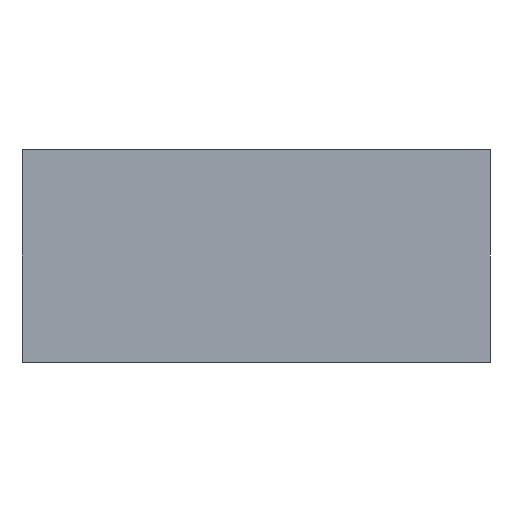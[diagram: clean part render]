
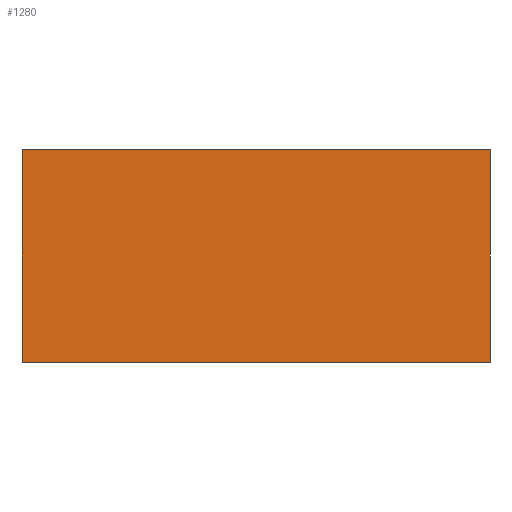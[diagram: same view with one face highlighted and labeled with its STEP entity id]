
A CAD part, front view. The second image highlights one B-rep face of the part: STEP entity #1280.
In plain terms, the highlighted planar face has unit normal (0, -1, 0).
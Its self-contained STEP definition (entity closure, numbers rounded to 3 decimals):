
#11 = VECTOR ( 'NONE', #1415, 1000. ) ;
#12 = CARTESIAN_POINT ( 'NONE',  ( -15.137, -136.081, 8. ) ) ;
#30 = ORIENTED_EDGE ( 'NONE', *, *, #451, .F. ) ;
#45 = VECTOR ( 'NONE', #1482, 1000. ) ;
#67 = VECTOR ( 'NONE', #130, 1000. ) ;
#112 = VERTEX_POINT ( 'NONE', #409 ) ;
#116 = CARTESIAN_POINT ( 'NONE',  ( -89.964, -136.081, 8. ) ) ;
#130 = DIRECTION ( 'NONE',  ( 1., 0., 0. ) ) ;
#236 = PLANE ( 'NONE',  #1505 ) ;
#272 = LINE ( 'NONE', #12, #11 ) ;
#404 = VERTEX_POINT ( 'NONE', #1321 ) ;
#409 = CARTESIAN_POINT ( 'NONE',  ( -32.79, -136.081, 0. ) ) ;
#445 = CARTESIAN_POINT ( 'NONE',  ( -89.964, -136.081, 8. ) ) ;
#451 = EDGE_CURVE ( 'NONE', #789, #404, #581, .T. ) ;
#502 = EDGE_CURVE ( 'NONE', #112, #789, #990, .T. ) ;
#548 = CARTESIAN_POINT ( 'NONE',  ( -89.964, -136.081, 0. ) ) ;
#581 = LINE ( 'NONE', #445, #67 ) ;
#680 = CARTESIAN_POINT ( 'NONE',  ( -32.79, -136.081, 8. ) ) ;
#710 = CARTESIAN_POINT ( 'NONE',  ( -32.79, -136.081, 8. ) ) ;
#789 = VERTEX_POINT ( 'NONE', #680 ) ;
#816 = LINE ( 'NONE', #548, #45 ) ;
#845 = DIRECTION ( 'NONE',  ( 0., 0., 1. ) ) ;
#871 = CARTESIAN_POINT ( 'NONE',  ( -15.137, -136.081, 0. ) ) ;
#902 = DIRECTION ( 'NONE',  ( 0., 1., 0. ) ) ;
#990 = LINE ( 'NONE', #710, #1553 ) ;
#1004 = EDGE_LOOP ( 'NONE', ( #1626, #1413, #1462, #30 ) ) ;
#1032 = DIRECTION ( 'NONE',  ( 0., 0., 1. ) ) ;
#1152 = EDGE_CURVE ( 'NONE', #1191, #404, #272, .T. ) ;
#1191 = VERTEX_POINT ( 'NONE', #871 ) ;
#1280 = ADVANCED_FACE ( 'NONE', ( #1290 ), #236, .F. ) ;
#1290 = FACE_OUTER_BOUND ( 'NONE', #1004, .T. ) ;
#1321 = CARTESIAN_POINT ( 'NONE',  ( -15.137, -136.081, 8. ) ) ;
#1400 = EDGE_CURVE ( 'NONE', #112, #1191, #816, .T. ) ;
#1413 = ORIENTED_EDGE ( 'NONE', *, *, #1400, .T. ) ;
#1415 = DIRECTION ( 'NONE',  ( 0., 0., 1. ) ) ;
#1462 = ORIENTED_EDGE ( 'NONE', *, *, #1152, .T. ) ;
#1482 = DIRECTION ( 'NONE',  ( 1., 0., 0. ) ) ;
#1505 = AXIS2_PLACEMENT_3D ( 'NONE', #116, #902, #1032 ) ;
#1553 = VECTOR ( 'NONE', #845, 1000. ) ;
#1626 = ORIENTED_EDGE ( 'NONE', *, *, #502, .F. ) ;
